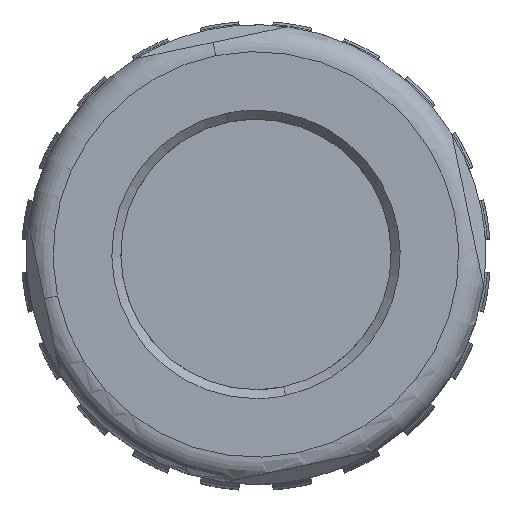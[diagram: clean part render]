
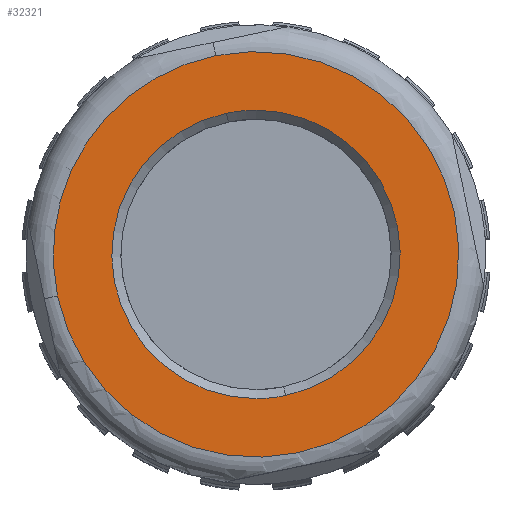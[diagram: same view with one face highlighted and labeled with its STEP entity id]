
A CAD part, top view. The second image highlights one B-rep face of the part: STEP entity #32321.
In plain terms, the highlighted planar face has unit normal (0, 0, 1).
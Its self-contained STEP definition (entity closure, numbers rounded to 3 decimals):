
#13186=CARTESIAN_POINT('',(0.,0.,14.8));
#13187=DIRECTION('',(0.,0.,-1.));
#13188=DIRECTION('',(-0.198,0.98,0.));
#13189=AXIS2_PLACEMENT_3D('',#13186,#13187,#13188);
#13191=CARTESIAN_POINT('',(0.,0.,14.8));
#13192=DIRECTION('',(0.,0.,-1.));
#13193=DIRECTION('',(0.979,0.205,0.));
#13194=AXIS2_PLACEMENT_3D('',#13191,#13192,#13193);
#13196=CARTESIAN_POINT('',(0.,0.,14.8));
#13197=DIRECTION('',(0.,0.,-1.));
#13198=DIRECTION('',(-0.979,-0.205,
0.));
#13199=AXIS2_PLACEMENT_3D('',#13196,#13197,#13198);
#13201=CARTESIAN_POINT('',(0.,0.,14.8));
#13202=DIRECTION('',(0.,0.,1.));
#13203=DIRECTION('',(-0.205,0.979,0.));
#13204=AXIS2_PLACEMENT_3D('',#13201,#13202,#13203);
#13206=CARTESIAN_POINT('',(0.,0.,14.8));
#13207=DIRECTION('',(0.,0.,1.));
#13208=DIRECTION('',(0.,-1.,0.));
#13209=AXIS2_PLACEMENT_3D('',#13206,#13207,#13208);
#13211=CARTESIAN_POINT('',(0.,0.,14.8));
#13212=DIRECTION('',(0.,0.,1.));
#13213=DIRECTION('',(0.205,-0.979,0.));
#13214=AXIS2_PLACEMENT_3D('',#13211,#13212,#13213);
#13216=CARTESIAN_POINT('',(0.,0.,14.8));
#13217=DIRECTION('',(0.,0.,1.));
#13218=DIRECTION('',(0.,1.,0.));
#13219=AXIS2_PLACEMENT_3D('',#13216,#13217,#13218);
#16129=CARTESIAN_POINT('',(-11.011,-2.309,14.8));
#16130=VERTEX_POINT('',#16129);
#16131=CARTESIAN_POINT('',(11.011,2.309,14.8));
#16132=VERTEX_POINT('',#16131);
#16133=CARTESIAN_POINT('',(-2.232,11.026,14.8));
#16134=VERTEX_POINT('',#16133);
#16150=CARTESIAN_POINT('',(-1.642,7.83,14.8));
#16151=CARTESIAN_POINT('',(0.,-8.,14.8));
#16152=VERTEX_POINT('',#16150);
#16153=VERTEX_POINT('',#16151);
#16154=CARTESIAN_POINT('',(1.642,-7.83,14.8));
#16155=VERTEX_POINT('',#16154);
#16156=CARTESIAN_POINT('',(0.,8.,14.8));
#16157=VERTEX_POINT('',#16156);
#32301=CARTESIAN_POINT('',(0.,0.,14.8));
#32302=DIRECTION('',(0.,0.,1.));
#32303=DIRECTION('',(0.205,-0.979,0.));
#32304=AXIS2_PLACEMENT_3D('',#32301,#32302,#32303);
#32305=PLANE('',#32304);
#32306=ORIENTED_EDGE('',*,*,#32210,.T.);
#32307=ORIENTED_EDGE('',*,*,#32208,.T.);
#32308=ORIENTED_EDGE('',*,*,#32291,.T.);
#32309=EDGE_LOOP('',(#32306,#32307,#32308));
#32310=FACE_OUTER_BOUND('',#32309,.F.);
#32312=ORIENTED_EDGE('',*,*,#32311,.T.);
#32314=ORIENTED_EDGE('',*,*,#32313,.T.);
#32316=ORIENTED_EDGE('',*,*,#32315,.T.);
#32318=ORIENTED_EDGE('',*,*,#32317,.T.);
#32319=EDGE_LOOP('',(#32312,#32314,#32316,#32318));
#32320=FACE_BOUND('',#32319,.F.);
#32321=ADVANCED_FACE('',(#32310,#32320),#32305,.T.);
#13190=CIRCLE('',#13189,11.25);
#13195=CIRCLE('',#13194,11.25);
#13200=CIRCLE('',#13199,11.25);
#13205=CIRCLE('',#13204,8.);
#13210=CIRCLE('',#13209,8.);
#13215=CIRCLE('',#13214,8.);
#13220=CIRCLE('',#13219,8.);
#32208=EDGE_CURVE('',#16132,#16130,#13195,.T.);
#32210=EDGE_CURVE('',#16134,#16132,#13190,.T.);
#32291=EDGE_CURVE('',#16130,#16134,#13200,.T.);
#32311=EDGE_CURVE('',#16152,#16153,#13205,.T.);
#32313=EDGE_CURVE('',#16153,#16155,#13210,.T.);
#32315=EDGE_CURVE('',#16155,#16157,#13215,.T.);
#32317=EDGE_CURVE('',#16157,#16152,#13220,.T.);
